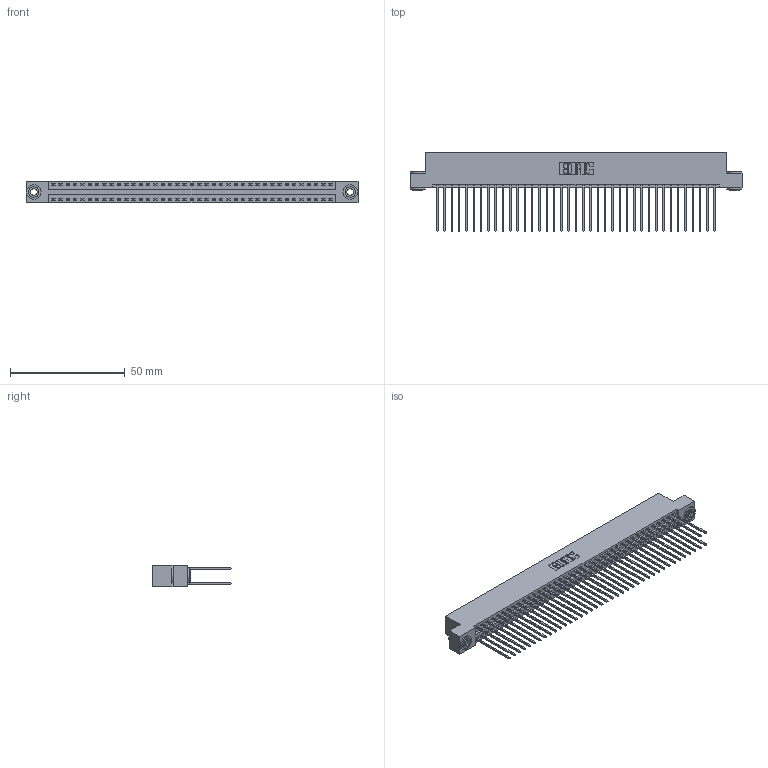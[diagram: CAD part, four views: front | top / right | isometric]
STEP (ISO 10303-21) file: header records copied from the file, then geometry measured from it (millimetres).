
FILE_DESCRIPTION (( 'STEP AP203' ), '1' );
FILE_NAME ('396-078-541-203.STEP', '2019-10-30T22:09:34', ( '' ), ( '' ), 'SwSTEP 2.0', 'SolidWorks 2016', '' );
FILE_SCHEMA (( 'CONFIG_CONTROL_DESIGN' ));
Length unit declared in the file: inch
Products named in the file (4): 345-292-001_345-293-141; 346 Part_Flush Mounting Lugs - 0.156 Dia-TH; 345-250-002_345-250-002-102; 396-078-541-203
Assembly tree (81 placements, depth 2):
  396-078-541-203
    346 Part_Flush Mounting Lugs - 0.156 Dia-TH
    345-292-001_345-293-141  x78
    345-250-002_345-250-002-102  x2
Bounding box: 144.4 x 34.29 x 9.4 mm (x, y, z)
Volume: 14524.3 mm3; surface area: 22277.7 mm2
Topology: 81 solids, 81 shells, 4216 faces, 12495 edges, 8222 vertices
Faces by surface type: plane 2816, cylinder 1392, cone 8
Entity records: 26524 total; most frequent: CARTESIAN_POINT 4351, ORIENTED_EDGE 4278, DIRECTION 3917, EDGE_CURVE 2139, VECTOR 1827, LINE 1827, VERTEX_POINT 1422, AXIS2_PLACEMENT_3D 1045
